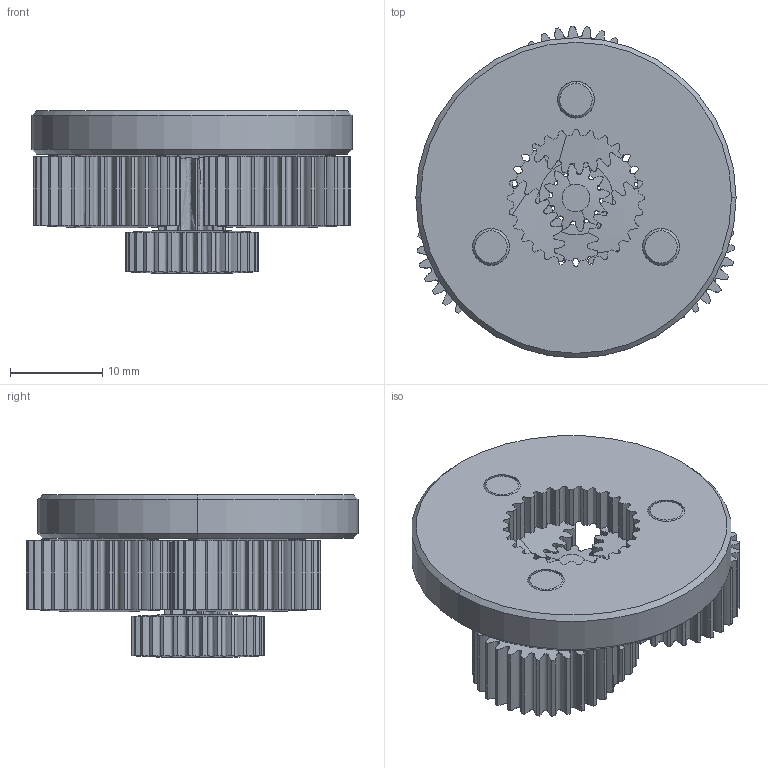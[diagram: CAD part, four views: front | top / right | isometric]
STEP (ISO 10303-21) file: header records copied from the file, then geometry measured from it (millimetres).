
FILE_DESCRIPTION (( 'STEP AP214' ), '1' );
FILE_NAME ('217-3102-STEP.STEP', '2013-12-09T21:45:12', ( '' ), ( '' ), 'SwSTEP 2.0', 'SolidWorks 2013', '' );
FILE_SCHEMA (( 'AUTOMOTIVE_DESIGN' ));
Length unit declared in the file: millimetre
Products named in the file (5): 217-3102-005 Rev1_Sun_Driver01; 217-3102-003 Rev1_Planet_Revolving_Follower01; 217-3102-STEP; 217-2625-010 Rev1; 217-3102-001 Rev1
Assembly tree (8 placements, depth 2):
  217-3102-STEP
    217-3102-003 Rev1_Planet_Revolving_Follower01  x3
    217-3102-005 Rev1_Sun_Driver01
    217-3102-001 Rev1
    217-2625-010 Rev1  x3
Bounding box: 34.7 x 35.98 x 17.61 mm (x, y, z)
Volume: 8571.5 mm3; surface area: 7430.4 mm2
Topology: 9 solids, 9 shells, 436 faces, 1238 edges, 820 vertices
Faces by surface type: cylinder 202, bspline 170, cone 34, plane 30
Entity records: 27469 total; most frequent: CARTESIAN_POINT 20333, ORIENTED_EDGE 1628, DIRECTION 1216, EDGE_CURVE 814, VERTEX_POINT 540, AXIS2_PLACEMENT_3D 471, EDGE_LOOP 296, CIRCLE 286
